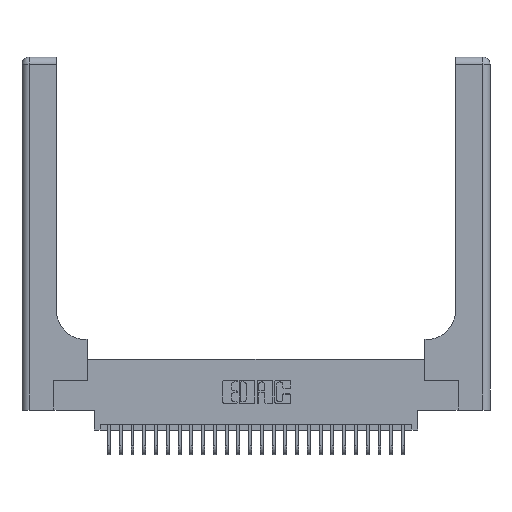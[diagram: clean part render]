
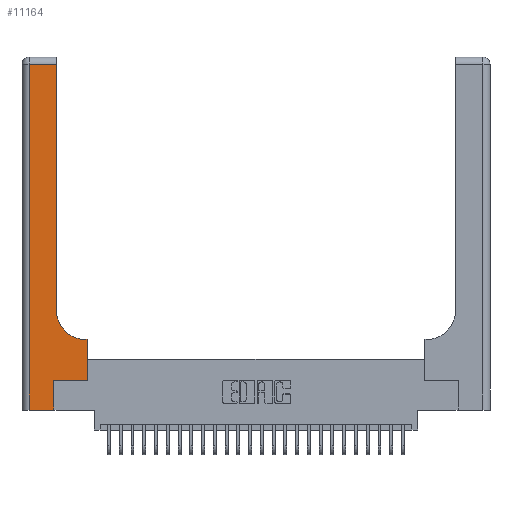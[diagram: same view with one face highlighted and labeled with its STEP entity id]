
A CAD part, top view. The second image highlights one B-rep face of the part: STEP entity #11164.
In plain terms, the highlighted planar face has unit normal (0, 0, 1).
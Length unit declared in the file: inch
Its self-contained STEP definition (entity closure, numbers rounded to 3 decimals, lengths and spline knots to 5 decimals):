
#924 = CARTESIAN_POINT ( 'NONE',  ( 0., 3., 0.37 ) ) ;
#1496 = EDGE_CURVE ( 'NONE', #3803, #25121, #21689, .T. ) ;
#1603 = LINE ( 'NONE', #11839, #13306 ) ;
#2050 = VERTEX_POINT ( 'NONE', #13017 ) ;
#2302 = ORIENTED_EDGE ( 'NONE', *, *, #18852, .T. ) ;
#2400 = DIRECTION ( 'NONE',  ( 0., 1., 0. ) ) ;
#2627 = CARTESIAN_POINT ( 'NONE',  ( 0.5585, 0.25, 0.37 ) ) ;
#2845 = CARTESIAN_POINT ( 'NONE',  ( 0.2915, 0.6, 0.37 ) ) ;
#3232 = DIRECTION ( 'NONE',  ( -1., 0., 0. ) ) ;
#3378 = VECTOR ( 'NONE', #26540, 39.37008 ) ;
#3743 = VERTEX_POINT ( 'NONE', #23241 ) ;
#3803 = VERTEX_POINT ( 'NONE', #21305 ) ;
#4272 = CIRCLE ( 'NONE', #7000, 0.25 ) ;
#4473 = DIRECTION ( 'NONE',  ( 1., 0., 0. ) ) ;
#4966 = DIRECTION ( 'NONE',  ( 0., 1., 0. ) ) ;
#5289 = ORIENTED_EDGE ( 'NONE', *, *, #1496, .T. ) ;
#5832 = EDGE_CURVE ( 'NONE', #8009, #2050, #4272, .T. ) ;
#7000 = AXIS2_PLACEMENT_3D ( 'NONE', #10656, #26360, #12958 ) ;
#7512 = EDGE_CURVE ( 'NONE', #11820, #11107, #7882, .T. ) ;
#7882 = LINE ( 'NONE', #27276, #26638 ) ;
#7951 = VERTEX_POINT ( 'NONE', #27164 ) ;
#8009 = VERTEX_POINT ( 'NONE', #20897 ) ;
#8043 = ORIENTED_EDGE ( 'NONE', *, *, #5832, .T. ) ;
#8925 = CARTESIAN_POINT ( 'NONE',  ( 0.269, 0., 0.37 ) ) ;
#9666 = VECTOR ( 'NONE', #23170, 39.37008 ) ;
#9741 = EDGE_CURVE ( 'NONE', #18574, #11820, #25779, .T. ) ;
#10236 = ORIENTED_EDGE ( 'NONE', *, *, #9741, .T. ) ;
#10656 = CARTESIAN_POINT ( 'NONE',  ( 0.5415, 0.85, 0.37 ) ) ;
#11107 = VERTEX_POINT ( 'NONE', #25782 ) ;
#11164 = ADVANCED_FACE ( 'NONE', ( #26405 ), #25979, .F. ) ;
#11470 = CARTESIAN_POINT ( 'NONE',  ( 0.06, 0., 0.37 ) ) ;
#11820 = VERTEX_POINT ( 'NONE', #28295 ) ;
#11839 = CARTESIAN_POINT ( 'NONE',  ( 0.2915, 3., 0.37 ) ) ;
#12388 = VECTOR ( 'NONE', #21227, 39.37008 ) ;
#12958 = DIRECTION ( 'NONE',  ( 1., 0., 0. ) ) ;
#13017 = CARTESIAN_POINT ( 'NONE',  ( 0.2915, 0.85, 0.37 ) ) ;
#13226 = EDGE_CURVE ( 'NONE', #11107, #7951, #16817, .T. ) ;
#13306 = VECTOR ( 'NONE', #2400, 39.37008 ) ;
#13782 = EDGE_CURVE ( 'NONE', #2050, #3743, #1603, .T. ) ;
#16817 = LINE ( 'NONE', #2627, #21404 ) ;
#16908 = LINE ( 'NONE', #22057, #24605 ) ;
#17066 = DIRECTION ( 'NONE',  ( 0., 0., -1. ) ) ;
#17200 = ORIENTED_EDGE ( 'NONE', *, *, #13226, .T. ) ;
#17270 = AXIS2_PLACEMENT_3D ( 'NONE', #924, #17066, #3232 ) ;
#18574 = VERTEX_POINT ( 'NONE', #24448 ) ;
#18852 = EDGE_CURVE ( 'NONE', #3743, #3803, #27610, .T. ) ;
#19078 = LINE ( 'NONE', #2845, #12388 ) ;
#19154 = ORIENTED_EDGE ( 'NONE', *, *, #29557, .T. ) ;
#20398 = ORIENTED_EDGE ( 'NONE', *, *, #13782, .T. ) ;
#20564 = VECTOR ( 'NONE', #24683, 39.37008 ) ;
#20897 = CARTESIAN_POINT ( 'NONE',  ( 0.5415, 0.6, 0.37 ) ) ;
#20937 = CARTESIAN_POINT ( 'NONE',  ( 0., 2.94, 0.37 ) ) ;
#21227 = DIRECTION ( 'NONE',  ( -1., 0., 0. ) ) ;
#21305 = CARTESIAN_POINT ( 'NONE',  ( 0.06, 2.94, 0.37 ) ) ;
#21404 = VECTOR ( 'NONE', #4966, 39.37008 ) ;
#21689 = LINE ( 'NONE', #22055, #3378 ) ;
#22019 = EDGE_CURVE ( 'NONE', #25121, #18574, #16908, .T. ) ;
#22055 = CARTESIAN_POINT ( 'NONE',  ( 0.06, 3., 0.37 ) ) ;
#22057 = CARTESIAN_POINT ( 'NONE',  ( 0., 0., 0.37 ) ) ;
#22639 = ORIENTED_EDGE ( 'NONE', *, *, #7512, .T. ) ;
#23170 = DIRECTION ( 'NONE',  ( -1., 0., 0. ) ) ;
#23241 = CARTESIAN_POINT ( 'NONE',  ( 0.2915, 2.94, 0.37 ) ) ;
#24186 = DIRECTION ( 'NONE',  ( 1., 0., 0. ) ) ;
#24448 = CARTESIAN_POINT ( 'NONE',  ( 0.269, 0., 0.37 ) ) ;
#24605 = VECTOR ( 'NONE', #24186, 39.37008 ) ;
#24683 = DIRECTION ( 'NONE',  ( 0., 1., 0. ) ) ;
#25121 = VERTEX_POINT ( 'NONE', #11470 ) ;
#25141 = ORIENTED_EDGE ( 'NONE', *, *, #22019, .T. ) ;
#25779 = LINE ( 'NONE', #8925, #20564 ) ;
#25782 = CARTESIAN_POINT ( 'NONE',  ( 0.5585, 0.25, 0.37 ) ) ;
#25979 = PLANE ( 'NONE',  #17270 ) ;
#26360 = DIRECTION ( 'NONE',  ( 0., 0., -1. ) ) ;
#26405 = FACE_OUTER_BOUND ( 'NONE', #28352, .T. ) ;
#26540 = DIRECTION ( 'NONE',  ( 0., -1., 0. ) ) ;
#26638 = VECTOR ( 'NONE', #4473, 39.37008 ) ;
#27164 = CARTESIAN_POINT ( 'NONE',  ( 0.5585, 0.6, 0.37 ) ) ;
#27276 = CARTESIAN_POINT ( 'NONE',  ( 0.269, 0.25, 0.37 ) ) ;
#27610 = LINE ( 'NONE', #20937, #9666 ) ;
#28295 = CARTESIAN_POINT ( 'NONE',  ( 0.269, 0.25, 0.37 ) ) ;
#28352 = EDGE_LOOP ( 'NONE', ( #20398, #2302, #5289, #25141, #10236, #22639, #17200, #19154, #8043 ) ) ;
#29557 = EDGE_CURVE ( 'NONE', #7951, #8009, #19078, .T. ) ;
